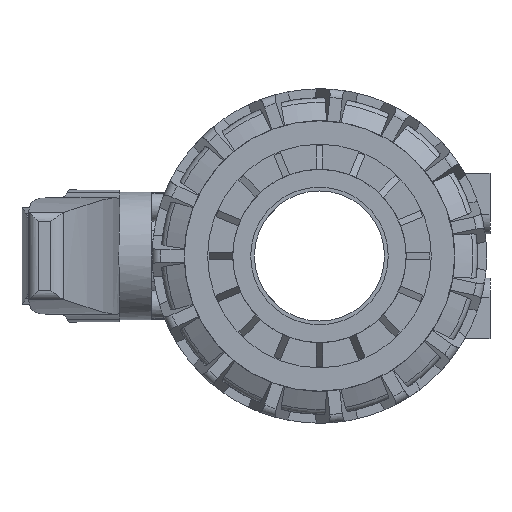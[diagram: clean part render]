
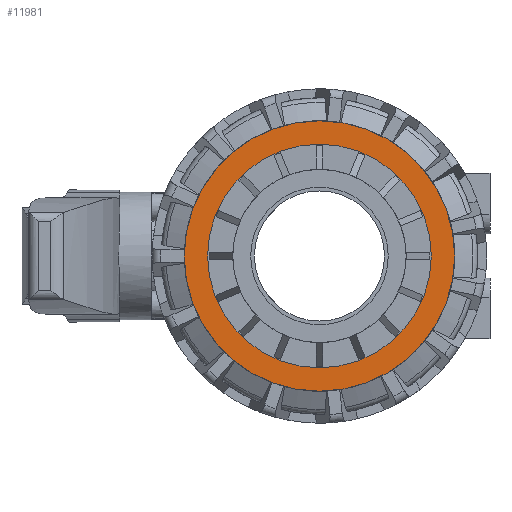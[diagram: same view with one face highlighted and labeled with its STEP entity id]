
A CAD part, left-side view. The second image highlights one B-rep face of the part: STEP entity #11981.
In plain terms, the highlighted face is planar.
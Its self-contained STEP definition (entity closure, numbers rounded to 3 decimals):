
#732=FACE_BOUND($,#2533,.T.);
#733=FACE_BOUND($,#2534,.T.);
#1115=CIRCLE($,#13175,40.65);
#1139=CIRCLE($,#13236,49.15);
#2533=EDGE_LOOP($,(#10330));
#2534=EDGE_LOOP($,(#10331));
#5324=VERTEX_POINT($,#21155);
#5341=VERTEX_POINT($,#21282);
#6974=EDGE_CURVE($,#5324,#5324,#1115,.T.);
#7041=EDGE_CURVE($,#5341,#5341,#1139,.T.);
#10330=ORIENTED_EDGE($,*,*,#6974,.T.);
#10331=ORIENTED_EDGE($,*,*,#7041,.T.);
#11361=PLANE($,#13269);
#11981=ADVANCED_FACE($,(#732,#733),#11361,.T.);
#13175=AXIS2_PLACEMENT_3D($,#21156,#16200,#16201);
#13236=AXIS2_PLACEMENT_3D($,#21283,#16350,#16351);
#13269=AXIS2_PLACEMENT_3D($,#21320,#16417,#16418);
#16200=DIRECTION('center_axis',(0.,0.,-1.));
#16201=DIRECTION('ref_axis',(-1.,0.,0.));
#16350=DIRECTION('center_axis',(0.,0.,1.));
#16351=DIRECTION('ref_axis',(1.,0.,0.));
#16417=DIRECTION('center_axis',(0.,0.,1.));
#16418=DIRECTION('ref_axis',(1.,0.,0.));
#21155=CARTESIAN_POINT('',(40.65,0.,49.2));
#21156=CARTESIAN_POINT('Origin',(0.,0.,49.2));
#21282=CARTESIAN_POINT('',(0.,-49.15,49.2));
#21283=CARTESIAN_POINT('Origin',(0.,0.,49.2));
#21320=CARTESIAN_POINT('Origin',(0.,0.,49.2));
